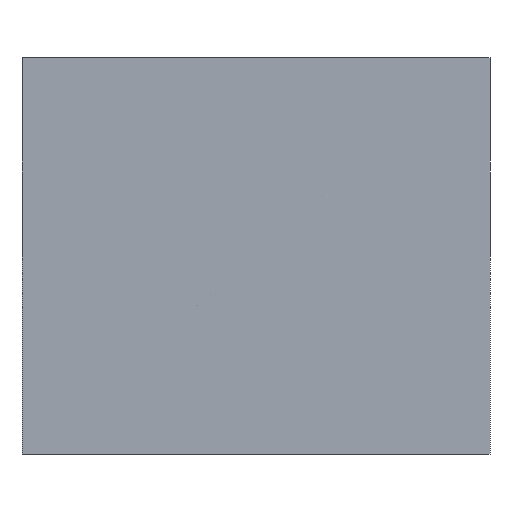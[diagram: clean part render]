
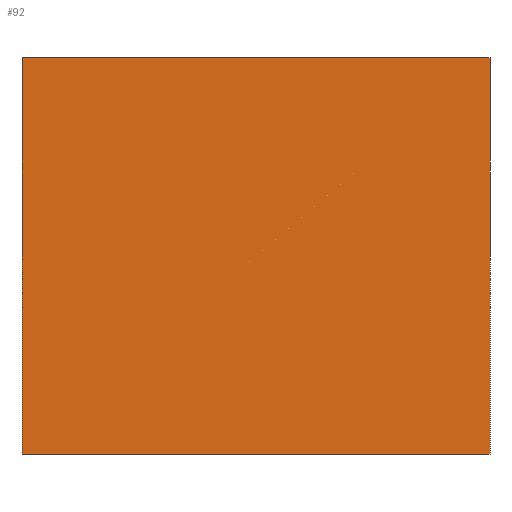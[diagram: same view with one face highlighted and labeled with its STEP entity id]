
A CAD part, front view. The second image highlights one B-rep face of the part: STEP entity #92.
In plain terms, the highlighted planar face has unit normal (0, -1, 0).
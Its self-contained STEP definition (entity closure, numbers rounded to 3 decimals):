
#1 = VECTOR ( 'NONE', #145, 1000. ) ;
#13 = EDGE_LOOP ( 'NONE', ( #19, #242, #107, #215 ) ) ;
#19 = ORIENTED_EDGE ( 'NONE', *, *, #20, .T. ) ;
#20 = EDGE_CURVE ( 'NONE', #257, #119, #21, .T. ) ;
#21 = LINE ( 'NONE', #105, #163 ) ;
#24 = EDGE_CURVE ( 'NONE', #97, #119, #186, .T. ) ;
#32 = AXIS2_PLACEMENT_3D ( 'NONE', #88, #246, #170 ) ;
#37 = CARTESIAN_POINT ( 'NONE',  ( -7.573, -30.909, 22. ) ) ;
#52 = CARTESIAN_POINT ( 'NONE',  ( -7.573, -30.909, 22. ) ) ;
#77 = EDGE_CURVE ( 'NONE', #253, #257, #171, .T. ) ;
#81 = VECTOR ( 'NONE', #195, 1000. ) ;
#88 = CARTESIAN_POINT ( 'NONE',  ( -7.573, -30.909, 22. ) ) ;
#92 = ADVANCED_FACE ( 'NONE', ( #111 ), #227, .F. ) ;
#97 = VERTEX_POINT ( 'NONE', #244 ) ;
#99 = VECTOR ( 'NONE', #260, 1000. ) ;
#105 = CARTESIAN_POINT ( 'NONE',  ( -7.573, -30.909, 0. ) ) ;
#107 = ORIENTED_EDGE ( 'NONE', *, *, #151, .F. ) ;
#111 = FACE_OUTER_BOUND ( 'NONE', #13, .T. ) ;
#119 = VERTEX_POINT ( 'NONE', #247 ) ;
#145 = DIRECTION ( 'NONE',  ( 1., 0., 0. ) ) ;
#150 = CARTESIAN_POINT ( 'NONE',  ( 18.427, -30.909, 22. ) ) ;
#151 = EDGE_CURVE ( 'NONE', #253, #97, #156, .T. ) ;
#156 = LINE ( 'NONE', #37, #1 ) ;
#163 = VECTOR ( 'NONE', #205, 1000. ) ;
#170 = DIRECTION ( 'NONE',  ( 0., 0., 1. ) ) ;
#171 = LINE ( 'NONE', #52, #81 ) ;
#186 = LINE ( 'NONE', #150, #99 ) ;
#195 = DIRECTION ( 'NONE',  ( 0., 0., -1. ) ) ;
#201 = CARTESIAN_POINT ( 'NONE',  ( -7.573, -30.909, 0. ) ) ;
#205 = DIRECTION ( 'NONE',  ( 1., 0., 0. ) ) ;
#215 = ORIENTED_EDGE ( 'NONE', *, *, #77, .T. ) ;
#216 = CARTESIAN_POINT ( 'NONE',  ( -7.573, -30.909, 22. ) ) ;
#227 = PLANE ( 'NONE',  #32 ) ;
#242 = ORIENTED_EDGE ( 'NONE', *, *, #24, .F. ) ;
#244 = CARTESIAN_POINT ( 'NONE',  ( 18.427, -30.909, 22. ) ) ;
#246 = DIRECTION ( 'NONE',  ( 0., 1., 0. ) ) ;
#247 = CARTESIAN_POINT ( 'NONE',  ( 18.427, -30.909, 0. ) ) ;
#253 = VERTEX_POINT ( 'NONE', #216 ) ;
#257 = VERTEX_POINT ( 'NONE', #201 ) ;
#260 = DIRECTION ( 'NONE',  ( 0., 0., -1. ) ) ;
